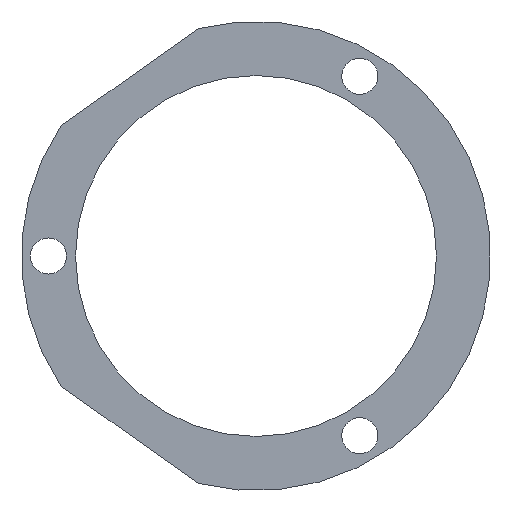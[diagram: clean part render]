
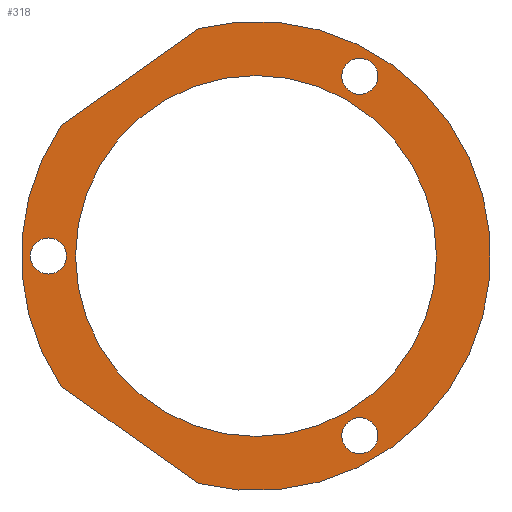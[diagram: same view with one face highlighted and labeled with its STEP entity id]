
A CAD part, front view. The second image highlights one B-rep face of the part: STEP entity #318.
In plain terms, the highlighted planar face has unit normal (0, -1, 0).
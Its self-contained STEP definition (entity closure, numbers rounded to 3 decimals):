
#57=CARTESIAN_POINT('',(0.,120.65,0.));
#58=DIRECTION('',(0.,-1.,0.));
#59=DIRECTION('',(0.,0.,1.));
#60=AXIS2_PLACEMENT_3D('',#57,#58,#59);
#62=CARTESIAN_POINT('',(0.,120.65,0.));
#63=DIRECTION('',(0.,-1.,0.));
#64=DIRECTION('',(0.,0.,-1.));
#65=AXIS2_PLACEMENT_3D('',#62,#63,#64);
#67=CARTESIAN_POINT('',(-36.513,120.65,0.));
#68=DIRECTION('',(0.,1.,0.));
#69=DIRECTION('',(0.,0.,-1.));
#70=AXIS2_PLACEMENT_3D('',#67,#68,#69);
#72=CARTESIAN_POINT('',(-36.513,120.65,0.));
#73=DIRECTION('',(0.,1.,0.));
#74=DIRECTION('',(0.,0.,1.));
#75=AXIS2_PLACEMENT_3D('',#72,#73,#74);
#77=CARTESIAN_POINT('',(18.256,120.65,31.621));
#78=DIRECTION('',(0.,1.,0.));
#79=DIRECTION('',(-0.866,0.,0.5));
#80=AXIS2_PLACEMENT_3D('',#77,#78,#79);
#82=CARTESIAN_POINT('',(18.256,120.65,31.621));
#83=DIRECTION('',(0.,1.,0.));
#84=DIRECTION('',(0.866,0.,-0.5));
#85=AXIS2_PLACEMENT_3D('',#82,#83,#84);
#87=CARTESIAN_POINT('',(18.256,120.65,-31.621));
#88=DIRECTION('',(0.,1.,0.));
#89=DIRECTION('',(0.866,0.,0.5));
#90=AXIS2_PLACEMENT_3D('',#87,#88,#89);
#92=CARTESIAN_POINT('',(18.256,120.65,-31.621));
#93=DIRECTION('',(0.,1.,0.));
#94=DIRECTION('',(-0.866,0.,-0.5));
#95=AXIS2_PLACEMENT_3D('',#92,#93,#94);
#97=DIRECTION('',(-0.816,0.,0.577));
#98=VECTOR('',#97,29.718);
#99=CARTESIAN_POINT('',(-10.103,120.65,-40.019));
#100=LINE('',#99,#98);
#101=DIRECTION('',(-0.816,0.,-0.577));
#102=VECTOR('',#101,29.718);
#103=CARTESIAN_POINT('',(-10.103,120.65,40.019));
#104=LINE('',#103,#102);
#133=CARTESIAN_POINT('',(0.,120.65,0.));
#134=DIRECTION('',(0.,-1.,0.));
#135=DIRECTION('',(-0.245,0.,-0.97));
#136=AXIS2_PLACEMENT_3D('',#133,#134,#135);
#160=CARTESIAN_POINT('',(0.,120.65,0.));
#161=DIRECTION('',(0.,-1.,0.));
#162=DIRECTION('',(-0.833,0.,0.554));
#163=AXIS2_PLACEMENT_3D('',#160,#161,#162);
#169=CARTESIAN_POINT('',(0.,120.65,31.75));
#170=CARTESIAN_POINT('',(0.,120.65,-31.75));
#171=VERTEX_POINT('',#169);
#172=VERTEX_POINT('',#170);
#177=CARTESIAN_POINT('',(-36.513,120.65,-3.175));
#178=CARTESIAN_POINT('',(-36.513,120.65,3.175));
#179=VERTEX_POINT('',#177);
#180=VERTEX_POINT('',#178);
#185=CARTESIAN_POINT('',(15.507,120.65,33.208));
#186=CARTESIAN_POINT('',(21.006,120.65,30.033));
#187=VERTEX_POINT('',#185);
#188=VERTEX_POINT('',#186);
#193=CARTESIAN_POINT('',(21.006,120.65,-30.033));
#194=CARTESIAN_POINT('',(15.507,120.65,-33.208));
#195=VERTEX_POINT('',#193);
#196=VERTEX_POINT('',#194);
#201=CARTESIAN_POINT('',(-10.103,120.65,40.019));
#202=CARTESIAN_POINT('',(-34.366,120.65,22.86));
#203=VERTEX_POINT('',#201);
#204=VERTEX_POINT('',#202);
#209=CARTESIAN_POINT('',(-10.103,120.65,-40.019));
#210=CARTESIAN_POINT('',(-34.366,120.65,-22.86));
#211=VERTEX_POINT('',#209);
#212=VERTEX_POINT('',#210);
#281=CARTESIAN_POINT('',(0.,120.65,0.));
#282=DIRECTION('',(0.,1.,0.));
#283=DIRECTION('',(1.,0.,0.));
#284=AXIS2_PLACEMENT_3D('',#281,#282,#283);
#285=PLANE('',#284);
#287=ORIENTED_EDGE('',*,*,#286,.T.);
#289=ORIENTED_EDGE('',*,*,#288,.F.);
#291=ORIENTED_EDGE('',*,*,#290,.F.);
#293=ORIENTED_EDGE('',*,*,#292,.F.);
#294=EDGE_LOOP('',(#287,#289,#291,#293));
#295=FACE_OUTER_BOUND('',#294,.F.);
#297=ORIENTED_EDGE('',*,*,#296,.F.);
#299=ORIENTED_EDGE('',*,*,#298,.F.);
#300=EDGE_LOOP('',(#297,#299));
#301=FACE_BOUND('',#300,.F.);
#303=ORIENTED_EDGE('',*,*,#302,.F.);
#305=ORIENTED_EDGE('',*,*,#304,.F.);
#306=EDGE_LOOP('',(#303,#305));
#307=FACE_BOUND('',#306,.F.);
#309=ORIENTED_EDGE('',*,*,#308,.F.);
#311=ORIENTED_EDGE('',*,*,#310,.F.);
#312=EDGE_LOOP('',(#309,#311));
#313=FACE_BOUND('',#312,.F.);
#314=ORIENTED_EDGE('',*,*,#261,.T.);
#315=ORIENTED_EDGE('',*,*,#275,.T.);
#316=EDGE_LOOP('',(#314,#315));
#317=FACE_BOUND('',#316,.F.);
#318=ADVANCED_FACE('',(#295,#301,#307,#313,#317),#285,.F.);
#61=CIRCLE('',#60,31.75);
#66=CIRCLE('',#65,31.75);
#71=CIRCLE('',#70,3.175);
#76=CIRCLE('',#75,3.175);
#81=CIRCLE('',#80,3.175);
#86=CIRCLE('',#85,3.175);
#91=CIRCLE('',#90,3.175);
#96=CIRCLE('',#95,3.175);
#137=CIRCLE('',#136,41.275);
#164=CIRCLE('',#163,41.275);
#261=EDGE_CURVE('',#171,#172,#61,.T.);
#275=EDGE_CURVE('',#172,#171,#66,.T.);
#286=EDGE_CURVE('',#211,#212,#100,.T.);
#288=EDGE_CURVE('',#204,#212,#164,.T.);
#290=EDGE_CURVE('',#203,#204,#104,.T.);
#292=EDGE_CURVE('',#211,#203,#137,.T.);
#296=EDGE_CURVE('',#179,#180,#71,.T.);
#298=EDGE_CURVE('',#180,#179,#76,.T.);
#302=EDGE_CURVE('',#187,#188,#81,.T.);
#304=EDGE_CURVE('',#188,#187,#86,.T.);
#308=EDGE_CURVE('',#195,#196,#91,.T.);
#310=EDGE_CURVE('',#196,#195,#96,.T.);
